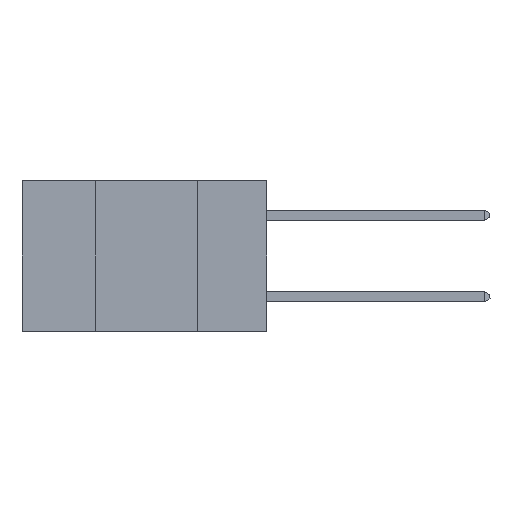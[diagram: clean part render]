
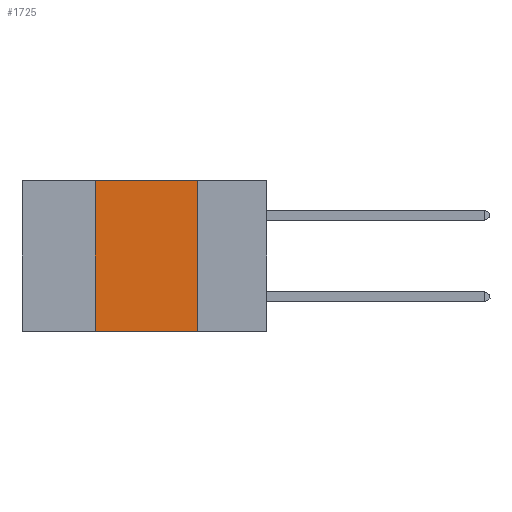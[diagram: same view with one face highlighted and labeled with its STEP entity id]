
A CAD part, left-side view. The second image highlights one B-rep face of the part: STEP entity #1725.
In plain terms, the highlighted planar face has unit normal (-1, 0, 0).
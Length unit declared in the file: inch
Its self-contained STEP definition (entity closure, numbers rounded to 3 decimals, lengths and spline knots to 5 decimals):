
#105 = CARTESIAN_POINT ( 'NONE',  ( 0., 0.42, 0. ) ) ;
#515 = VECTOR ( 'NONE', #4383, 39.37008 ) ;
#1493 = VECTOR ( 'NONE', #3061, 39.37008 ) ;
#1725 = ADVANCED_FACE ( 'NONE', ( #2362 ), #1991, .F. ) ;
#1935 = EDGE_CURVE ( 'NONE', #2901, #6113, #5864, .T. ) ;
#1991 = PLANE ( 'NONE',  #6814 ) ;
#2362 = FACE_OUTER_BOUND ( 'NONE', #6565, .T. ) ;
#2552 = LINE ( 'NONE', #6635, #3786 ) ;
#2901 = VERTEX_POINT ( 'NONE', #6631 ) ;
#3061 = DIRECTION ( 'NONE',  ( 0., 0., -1. ) ) ;
#3618 = CARTESIAN_POINT ( 'NONE',  ( 0., 0.17, -0.37 ) ) ;
#3743 = ORIENTED_EDGE ( 'NONE', *, *, #8665, .F. ) ;
#3786 = VECTOR ( 'NONE', #5999, 39.37008 ) ;
#4146 = DIRECTION ( 'NONE',  ( 0., 0., -1. ) ) ;
#4383 = DIRECTION ( 'NONE',  ( 0., -1., 0. ) ) ;
#4528 = VERTEX_POINT ( 'NONE', #7882 ) ;
#4575 = CARTESIAN_POINT ( 'NONE',  ( 0., 0.17, 0. ) ) ;
#5158 = LINE ( 'NONE', #6038, #8322 ) ;
#5182 = EDGE_CURVE ( 'NONE', #2901, #8954, #5158, .T. ) ;
#5561 = DIRECTION ( 'NONE',  ( 1., 0., 0. ) ) ;
#5864 = LINE ( 'NONE', #7928, #515 ) ;
#5999 = DIRECTION ( 'NONE',  ( 0., -1., 0. ) ) ;
#6038 = CARTESIAN_POINT ( 'NONE',  ( 0., 0.42, 0. ) ) ;
#6113 = VERTEX_POINT ( 'NONE', #3618 ) ;
#6359 = ORIENTED_EDGE ( 'NONE', *, *, #1935, .T. ) ;
#6565 = EDGE_LOOP ( 'NONE', ( #8408, #3743, #8472, #6359 ) ) ;
#6631 = CARTESIAN_POINT ( 'NONE',  ( 0., 0.42, -0.37 ) ) ;
#6635 = CARTESIAN_POINT ( 'NONE',  ( 0., 0.6, 0. ) ) ;
#6695 = EDGE_CURVE ( 'NONE', #4528, #6113, #8393, .T. ) ;
#6728 = DIRECTION ( 'NONE',  ( 0., 0., 1. ) ) ;
#6814 = AXIS2_PLACEMENT_3D ( 'NONE', #8305, #5561, #4146 ) ;
#7882 = CARTESIAN_POINT ( 'NONE',  ( 0., 0.17, 0. ) ) ;
#7928 = CARTESIAN_POINT ( 'NONE',  ( 0., 0.6, -0.37 ) ) ;
#8305 = CARTESIAN_POINT ( 'NONE',  ( 0., 0.6, 0. ) ) ;
#8322 = VECTOR ( 'NONE', #6728, 39.37008 ) ;
#8393 = LINE ( 'NONE', #4575, #1493 ) ;
#8408 = ORIENTED_EDGE ( 'NONE', *, *, #6695, .F. ) ;
#8472 = ORIENTED_EDGE ( 'NONE', *, *, #5182, .F. ) ;
#8665 = EDGE_CURVE ( 'NONE', #8954, #4528, #2552, .T. ) ;
#8954 = VERTEX_POINT ( 'NONE', #105 ) ;
